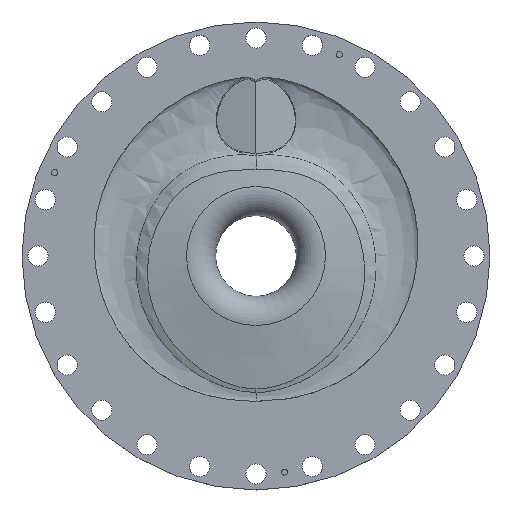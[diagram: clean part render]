
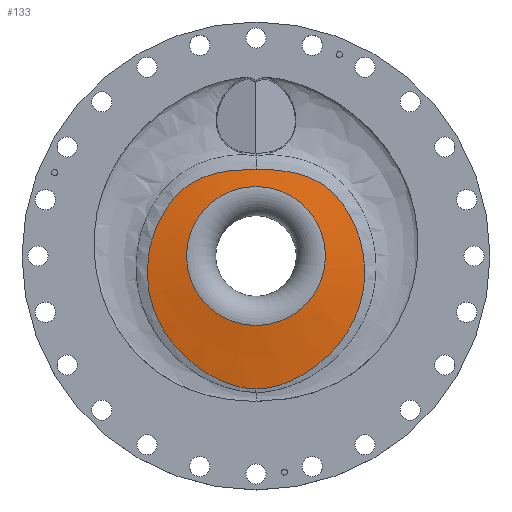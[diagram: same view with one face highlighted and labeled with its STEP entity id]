
A CAD part, top view. The second image highlights one B-rep face of the part: STEP entity #133.
In plain terms, the highlighted conical face has half-angle 80.353 degrees and reference radius 22.627 mm.
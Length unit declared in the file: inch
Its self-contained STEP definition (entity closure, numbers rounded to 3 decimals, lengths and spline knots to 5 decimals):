
#79=CONICAL_SURFACE('',#929,0.89081,80.353);
#114=B_SPLINE_CURVE_WITH_KNOTS('',3,(#1832,#1833,#1834,#1835,#1836,#1837,
#1838,#1839,#1840,#1841,#1842,#1843,#1844,#1845,#1846,#1847,#1848,#1849,
#1850,#1851),.UNSPECIFIED.,.F.,.F.,(4,2,2,2,2,2,2,2,2,4),(0.,0.125,0.1875,
0.25,0.375,0.5,0.625,0.75,0.875,1.),.UNSPECIFIED.);
#116=B_SPLINE_CURVE_WITH_KNOTS('',3,(#1943,#1944,#1945,#1946,#1947,#1948,
#1949,#1950,#1951,#1952,#1953,#1954,#1955,#1956,#1957,#1958,#1959,#1960,
#1961,#1962,#1963,#1964),.UNSPECIFIED.,.F.,.F.,(4,2,2,2,2,2,2,2,2,2,4),
(0.,0.125,0.25,0.375,0.5,0.625,0.6875,0.75,0.8125,0.875,1.),
 .UNSPECIFIED.);
#133=ADVANCED_FACE('',(#222,#223),#79,.T.);
#222=FACE_BOUND('',#359,.T.);
#223=FACE_BOUND('',#360,.T.);
#359=EDGE_LOOP('',(#524,#525));
#360=EDGE_LOOP('',(#526));
#524=ORIENTED_EDGE('',*,*,#750,.T.);
#525=ORIENTED_EDGE('',*,*,#752,.T.);
#526=ORIENTED_EDGE('',*,*,#783,.T.);
#664=VERTEX_POINT('',#1818);
#666=VERTEX_POINT('',#1831);
#696=VERTEX_POINT('',#2131);
#750=EDGE_CURVE('',#664,#666,#114,.T.);
#752=EDGE_CURVE('',#666,#664,#116,.T.);
#783=EDGE_CURVE('',#696,#696,#858,.T.);
#858=CIRCLE('',#928,0.89081);
#928=AXIS2_PLACEMENT_3D('',#2130,#1074,#1075);
#929=AXIS2_PLACEMENT_3D('',#2132,#1076,#1077);
#1074=DIRECTION('',(0.,0.,-1.));
#1075=DIRECTION('',(-1.,0.,0.));
#1076=DIRECTION('',(0.,0.,-1.));
#1077=DIRECTION('',(-1.,0.,0.));
#1818=CARTESIAN_POINT('',(0.,1.11146,10.55651));
#1831=CARTESIAN_POINT('',(0.,-1.70384,10.45582));
#1832=CARTESIAN_POINT('',(0.,1.11146,10.55651));
#1833=CARTESIAN_POINT('',(-0.18375,1.11146,10.55651));
#1834=CARTESIAN_POINT('',(-0.36603,1.10016,10.55074));
#1835=CARTESIAN_POINT('',(-0.63304,1.02898,10.54065));
#1836=CARTESIAN_POINT('',(-0.7192,0.99599,10.53718));
#1837=CARTESIAN_POINT('',(-0.87852,0.90552,10.53153));
#1838=CARTESIAN_POINT('',(-0.95167,0.84643,10.52952));
#1839=CARTESIAN_POINT('',(-1.14232,0.64405,10.52475));
#1840=CARTESIAN_POINT('',(-1.23582,0.48177,10.52213));
#1841=CARTESIAN_POINT('',(-1.36341,0.13593,10.51462));
#1842=CARTESIAN_POINT('',(-1.39569,-0.04632,10.51011));
#1843=CARTESIAN_POINT('',(-1.39111,-0.41637,10.50058));
#1844=CARTESIAN_POINT('',(-1.35196,-0.60078,10.4959));
#1845=CARTESIAN_POINT('',(-1.2051,-0.94043,10.48748));
#1846=CARTESIAN_POINT('',(-1.09967,-1.09616,10.48336));
#1847=CARTESIAN_POINT('',(-0.84409,-1.36367,10.47462));
#1848=CARTESIAN_POINT('',(-0.69393,-1.47631,10.46991));
#1849=CARTESIAN_POINT('',(-0.36479,-1.64625,10.46052));
#1850=CARTESIAN_POINT('',(-0.18624,-1.70384,10.45582));
#1851=CARTESIAN_POINT('',(0.,-1.70384,10.45582));
#1943=CARTESIAN_POINT('',(0.,-1.70384,10.45582));
#1944=CARTESIAN_POINT('',(0.18599,-1.70384,10.45582));
#1945=CARTESIAN_POINT('',(0.36485,-1.64622,10.46052));
#1946=CARTESIAN_POINT('',(0.69398,-1.47628,10.46991));
#1947=CARTESIAN_POINT('',(0.84384,-1.36386,10.47461));
#1948=CARTESIAN_POINT('',(1.09932,-1.0966,10.48334));
#1949=CARTESIAN_POINT('',(1.20476,-0.94092,10.48747));
#1950=CARTESIAN_POINT('',(1.35157,-0.60199,10.49587));
#1951=CARTESIAN_POINT('',(1.39093,-0.41779,10.50054));
#1952=CARTESIAN_POINT('',(1.39583,-0.04743,10.51009));
#1953=CARTESIAN_POINT('',(1.36343,0.13563,10.51462));
#1954=CARTESIAN_POINT('',(1.26811,0.39439,10.52024));
#1955=CARTESIAN_POINT('',(1.22895,0.47689,10.5219));
#1956=CARTESIAN_POINT('',(1.13533,0.63408,10.52494));
#1957=CARTESIAN_POINT('',(1.08038,0.70947,10.5263));
#1958=CARTESIAN_POINT('',(0.95368,0.84461,10.52947));
#1959=CARTESIAN_POINT('',(0.88205,0.90305,10.53142));
#1960=CARTESIAN_POINT('',(0.72261,0.9945,10.53705));
#1961=CARTESIAN_POINT('',(0.63557,1.02806,10.54055));
#1962=CARTESIAN_POINT('',(0.37073,1.09939,10.55057));
#1963=CARTESIAN_POINT('',(0.18455,1.11146,10.55651));
#1964=CARTESIAN_POINT('',(0.,1.11146,10.55651));
#2130=CARTESIAN_POINT('',(0.,0.,10.59402));
#2131=CARTESIAN_POINT('',(-0.89081,0.,10.59402));
#2132=CARTESIAN_POINT('',(0.,0.,10.59402));
